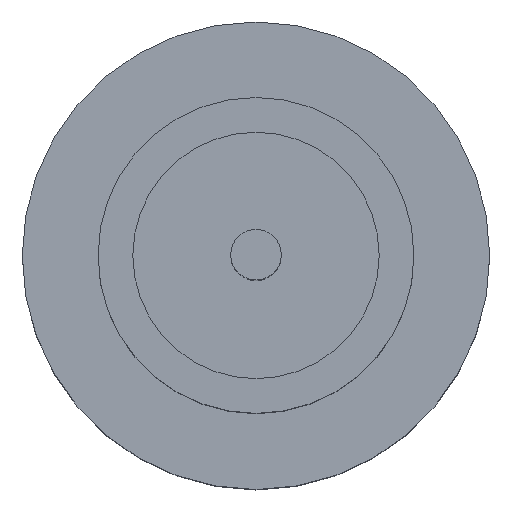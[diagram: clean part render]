
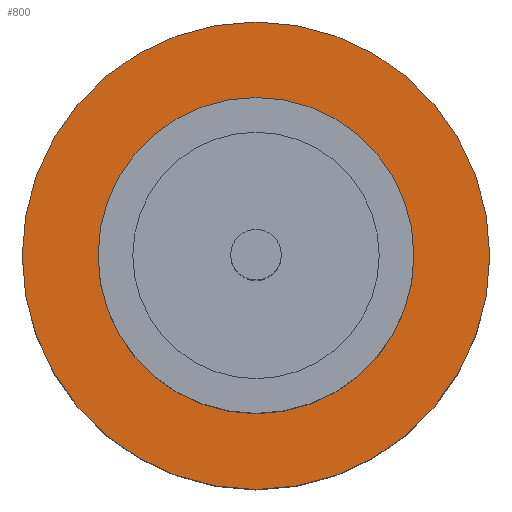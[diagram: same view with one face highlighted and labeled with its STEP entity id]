
A CAD part, top view. The second image highlights one B-rep face of the part: STEP entity #800.
In plain terms, the highlighted planar face has unit normal (0, 0, 1).
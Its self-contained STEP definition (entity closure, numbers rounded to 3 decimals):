
#22 = DIRECTION ( 'NONE',  ( 0., 0., 1. ) ) ;
#25 = DIRECTION ( 'NONE',  ( 0., 0., 1. ) ) ;
#28 = CIRCLE ( 'NONE', #581, 1.85 ) ;
#31 = DIRECTION ( 'NONE',  ( 1., 0., 0. ) ) ;
#36 = EDGE_CURVE ( 'NONE', #688, #329, #37, .T. ) ;
#37 = CIRCLE ( 'NONE', #359, 1.85 ) ;
#50 = DIRECTION ( 'NONE',  ( 0., 0., 1. ) ) ;
#54 = PLANE ( 'NONE',  #310 ) ;
#90 = AXIS2_PLACEMENT_3D ( 'NONE', #446, #238, #571 ) ;
#143 = EDGE_CURVE ( 'NONE', #789, #787, #578, .T. ) ;
#159 = CARTESIAN_POINT ( 'NONE',  ( 1.25, 0., 1.55 ) ) ;
#188 = DIRECTION ( 'NONE',  ( 1., 0., 0. ) ) ;
#215 = FACE_BOUND ( 'NONE', #234, .T. ) ;
#234 = EDGE_LOOP ( 'NONE', ( #431, #544 ) ) ;
#238 = DIRECTION ( 'NONE',  ( 0., 0., 1. ) ) ;
#256 = EDGE_CURVE ( 'NONE', #329, #688, #28, .T. ) ;
#259 = CARTESIAN_POINT ( 'NONE',  ( -1.85, 0., 1.55 ) ) ;
#272 = DIRECTION ( 'NONE',  ( 0., 0., 1. ) ) ;
#273 = EDGE_CURVE ( 'NONE', #787, #789, #368, .T. ) ;
#283 = DIRECTION ( 'NONE',  ( 1., 0., 0. ) ) ;
#310 = AXIS2_PLACEMENT_3D ( 'NONE', #472, #50, #188 ) ;
#329 = VERTEX_POINT ( 'NONE', #761 ) ;
#333 = CARTESIAN_POINT ( 'NONE',  ( 0., 0., 1.55 ) ) ;
#359 = AXIS2_PLACEMENT_3D ( 'NONE', #333, #272, #283 ) ;
#368 = CIRCLE ( 'NONE', #707, 1.25 ) ;
#406 = ORIENTED_EDGE ( 'NONE', *, *, #36, .T. ) ;
#425 = ORIENTED_EDGE ( 'NONE', *, *, #256, .T. ) ;
#431 = ORIENTED_EDGE ( 'NONE', *, *, #143, .F. ) ;
#446 = CARTESIAN_POINT ( 'NONE',  ( 0., 0., 1.55 ) ) ;
#450 = DIRECTION ( 'NONE',  ( 1., 0., 0. ) ) ;
#472 = CARTESIAN_POINT ( 'NONE',  ( 0., 0., 1.55 ) ) ;
#544 = ORIENTED_EDGE ( 'NONE', *, *, #273, .F. ) ;
#565 = CARTESIAN_POINT ( 'NONE',  ( -1.25, 0., 1.55 ) ) ;
#571 = DIRECTION ( 'NONE',  ( 1., 0., 0. ) ) ;
#578 = CIRCLE ( 'NONE', #90, 1.25 ) ;
#581 = AXIS2_PLACEMENT_3D ( 'NONE', #759, #22, #450 ) ;
#582 = CARTESIAN_POINT ( 'NONE',  ( 0., 0., 1.55 ) ) ;
#688 = VERTEX_POINT ( 'NONE', #259 ) ;
#707 = AXIS2_PLACEMENT_3D ( 'NONE', #582, #25, #31 ) ;
#753 = EDGE_LOOP ( 'NONE', ( #406, #425 ) ) ;
#759 = CARTESIAN_POINT ( 'NONE',  ( 0., 0., 1.55 ) ) ;
#761 = CARTESIAN_POINT ( 'NONE',  ( 1.85, 0., 1.55 ) ) ;
#787 = VERTEX_POINT ( 'NONE', #565 ) ;
#789 = VERTEX_POINT ( 'NONE', #159 ) ;
#800 = ADVANCED_FACE ( 'NONE', ( #215, #803 ), #54, .T. ) ;
#803 = FACE_OUTER_BOUND ( 'NONE', #753, .T. ) ;
